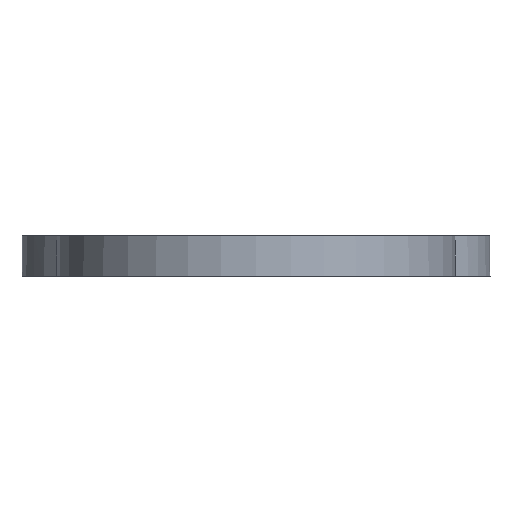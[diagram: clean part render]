
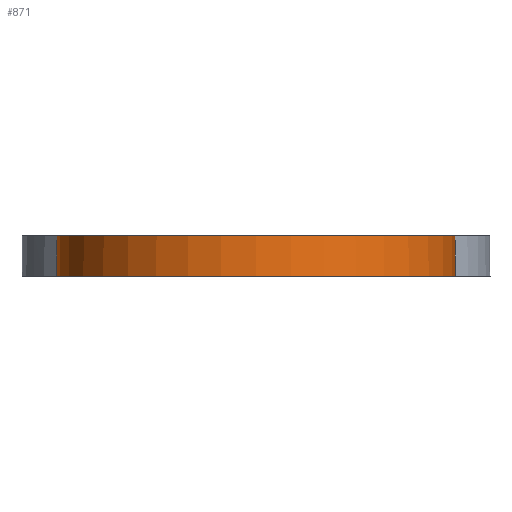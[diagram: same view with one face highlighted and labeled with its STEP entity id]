
A CAD part, front view. The second image highlights one B-rep face of the part: STEP entity #871.
In plain terms, the highlighted conical face has half-angle 0.5 degrees and reference radius 9.75 mm.
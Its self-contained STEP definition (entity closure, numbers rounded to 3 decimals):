
#21 = LINE ( 'NONE', #553, #266 ) ;
#32 = LINE ( 'NONE', #169, #134 ) ;
#56 = EDGE_CURVE ( 'NONE', #577, #901, #21, .T. ) ;
#134 = VECTOR ( 'NONE', #380, 1000. ) ;
#141 = CARTESIAN_POINT ( 'NONE',  ( 9.733, 0., 2. ) ) ;
#157 = EDGE_LOOP ( 'NONE', ( #369, #426, #820, #292 ) ) ;
#169 = CARTESIAN_POINT ( 'NONE',  ( -9.75, 0., 0. ) ) ;
#179 = CARTESIAN_POINT ( 'NONE',  ( 9.75, 0., 0. ) ) ;
#182 = CARTESIAN_POINT ( 'NONE',  ( 0., 0., 0. ) ) ;
#266 = VECTOR ( 'NONE', #455, 1000. ) ;
#278 = CARTESIAN_POINT ( 'NONE',  ( 0., 0., 0. ) ) ;
#282 = CARTESIAN_POINT ( 'NONE',  ( -9.75, 0., 0. ) ) ;
#292 = ORIENTED_EDGE ( 'NONE', *, *, #56, .F. ) ;
#294 = DIRECTION ( 'NONE',  ( 0., 0., 1. ) ) ;
#333 = EDGE_CURVE ( 'NONE', #918, #577, #795, .T. ) ;
#356 = EDGE_CURVE ( 'NONE', #605, #901, #773, .T. ) ;
#369 = ORIENTED_EDGE ( 'NONE', *, *, #333, .F. ) ;
#380 = DIRECTION ( 'NONE',  ( -0.009, 0., -1. ) ) ;
#426 = ORIENTED_EDGE ( 'NONE', *, *, #911, .T. ) ;
#430 = CARTESIAN_POINT ( 'NONE',  ( -9.733, 0., 2. ) ) ;
#438 = CONICAL_SURFACE ( 'NONE', #603, 9.75, 0.009 ) ;
#455 = DIRECTION ( 'NONE',  ( 0.009, 0., -1. ) ) ;
#529 = DIRECTION ( 'NONE',  ( 1., 0., 0. ) ) ;
#553 = CARTESIAN_POINT ( 'NONE',  ( 9.75, 0., 0. ) ) ;
#577 = VERTEX_POINT ( 'NONE', #141 ) ;
#603 = AXIS2_PLACEMENT_3D ( 'NONE', #182, #651, #529 ) ;
#605 = VERTEX_POINT ( 'NONE', #282 ) ;
#651 = DIRECTION ( 'NONE',  ( 0., 0., -1. ) ) ;
#661 = DIRECTION ( 'NONE',  ( 1., 0., 0. ) ) ;
#716 = DIRECTION ( 'NONE',  ( 0., 0., 1. ) ) ;
#726 = AXIS2_PLACEMENT_3D ( 'NONE', #278, #716, #661 ) ;
#728 = DIRECTION ( 'NONE',  ( 1., 0., 0. ) ) ;
#730 = AXIS2_PLACEMENT_3D ( 'NONE', #888, #294, #728 ) ;
#773 = CIRCLE ( 'NONE', #726, 9.75 ) ;
#795 = CIRCLE ( 'NONE', #730, 9.733 ) ;
#820 = ORIENTED_EDGE ( 'NONE', *, *, #356, .T. ) ;
#871 = ADVANCED_FACE ( 'NONE', ( #891 ), #438, .T. ) ;
#888 = CARTESIAN_POINT ( 'NONE',  ( 0., 0., 2. ) ) ;
#891 = FACE_OUTER_BOUND ( 'NONE', #157, .T. ) ;
#901 = VERTEX_POINT ( 'NONE', #179 ) ;
#911 = EDGE_CURVE ( 'NONE', #918, #605, #32, .T. ) ;
#918 = VERTEX_POINT ( 'NONE', #430 ) ;
